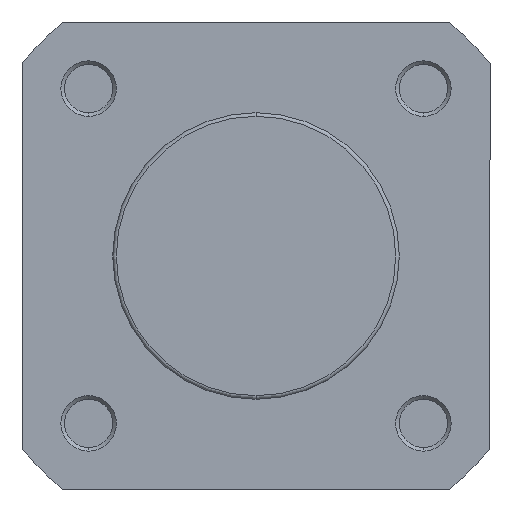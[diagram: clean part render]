
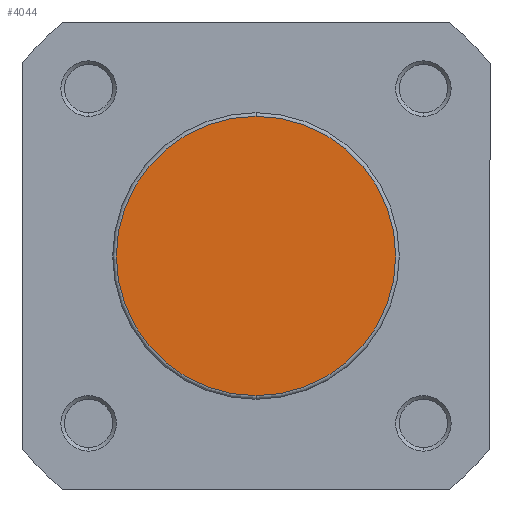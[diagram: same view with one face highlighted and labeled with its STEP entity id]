
A CAD part, left-side view. The second image highlights one B-rep face of the part: STEP entity #4044.
In plain terms, the highlighted planar face has unit normal (-1, 0, 0).
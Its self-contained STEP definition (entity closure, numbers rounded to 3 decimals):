
#312 = ORIENTED_EDGE ( 'NONE', *, *, #4456, .T. ) ;
#313 = ORIENTED_EDGE ( 'NONE', *, *, #4515, .T. ) ;
#1749 = CIRCLE ( 'NONE', #2159, 19.4 ) ;
#1833 = CIRCLE ( 'NONE', #2190, 19.4 ) ;
#2159 = AXIS2_PLACEMENT_3D ( 'NONE', #2312, #2313, #2314 ) ;
#2190 = AXIS2_PLACEMENT_3D ( 'NONE', #2455, #2462, #2463 ) ;
#2312 = CARTESIAN_POINT ( 'NONE',  ( 0., 0., 0. ) ) ;
#2313 = DIRECTION ( 'NONE',  ( -1., 0., 0. ) ) ;
#2314 = DIRECTION ( 'NONE',  ( 0., 0., -1. ) ) ;
#2455 = CARTESIAN_POINT ( 'NONE',  ( 0., 0., 0. ) ) ;
#2462 = DIRECTION ( 'NONE',  ( -1., 0., 0. ) ) ;
#2463 = DIRECTION ( 'NONE',  ( 0., 0., -1. ) ) ;
#3155 = AXIS2_PLACEMENT_3D ( 'NONE', #5945, #4003, #4013 ) ;
#3169 = FACE_OUTER_BOUND ( 'NONE', #6090, .T. ) ;
#3495 = CARTESIAN_POINT ( 'NONE',  ( 0., 0., 19.4 ) ) ;
#3496 = CARTESIAN_POINT ( 'NONE',  ( 0., 0., -19.4 ) ) ;
#3796 = VERTEX_POINT ( 'NONE', #3496 ) ;
#3797 = VERTEX_POINT ( 'NONE', #3495 ) ;
#4003 = DIRECTION ( 'NONE',  ( 1., 0., 0. ) ) ;
#4013 = DIRECTION ( 'NONE',  ( 0., 0., -1. ) ) ;
#4044 = ADVANCED_FACE ( 'NONE', ( #3169 ), #5944, .F. ) ;
#4456 = EDGE_CURVE ( 'NONE', #3797, #3796, #1749, .T. ) ;
#4515 = EDGE_CURVE ( 'NONE', #3796, #3797, #1833, .T. ) ;
#5944 = PLANE ( 'NONE',  #3155 ) ;
#5945 = CARTESIAN_POINT ( 'NONE',  ( 0., 19.9, 0. ) ) ;
#6090 = EDGE_LOOP ( 'NONE', ( #313, #312 ) ) ;
